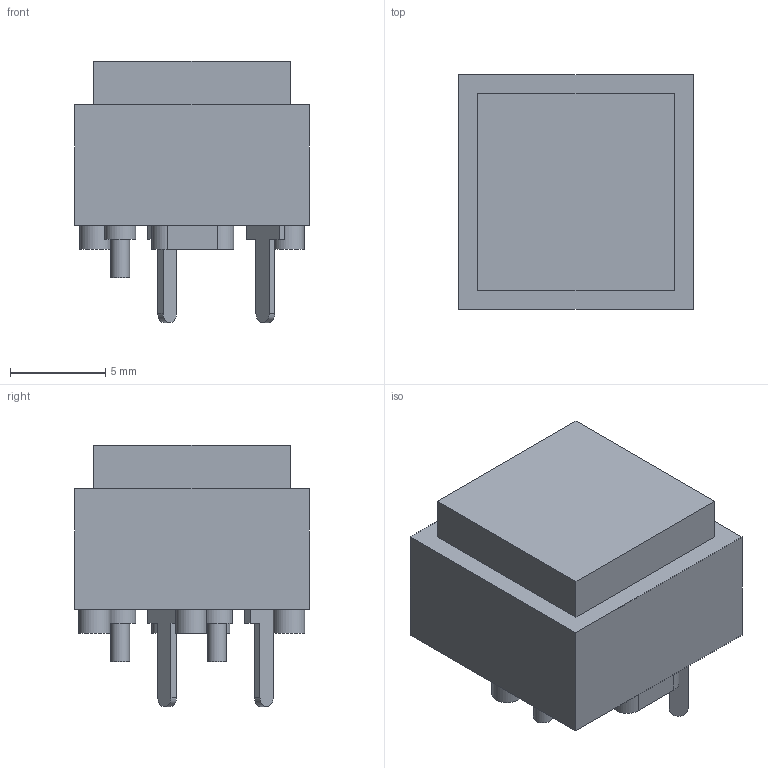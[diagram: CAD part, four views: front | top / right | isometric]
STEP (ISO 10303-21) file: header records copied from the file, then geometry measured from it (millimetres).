
FILE_DESCRIPTION(/* description */ (''),/* implementation_level */ '2;1');
FILE_NAME(/* name */ 'KS11R22CQD.step',/* time_stamp */ '2019-04-05T11:08:17+02:00',/* author */ ('davidebo'),/* organization */ (''),/* preprocessor_version */ 'ST-DEVELOPER v17.2',/* originating_system */ 'Autodesk Translation Framework v7.6.0.251',/* authorisation */ '');
FILE_SCHEMA (('AUTOMOTIVE_DESIGN { 1 0 10303 214 3 1 1 }'));
Length unit declared in the file: millimetre
Products named in the file (1): KS11R22CQD
Bounding box: 12.32 x 12.32 x 13.72 mm (x, y, z)
Volume: 1238.5 mm3; surface area: 810.4 mm2
Topology: 3 solids, 3 shells, 56 faces, 123 edges, 82 vertices
Faces by surface type: plane 43, cylinder 13
Full cylindrical faces by diameter (mm): 0.99 x2, 1.61 x1, 1.63 x2
Entity records: 1578 total; most frequent: DIRECTION 263, CARTESIAN_POINT 262, ORIENTED_EDGE 246, EDGE_CURVE 123, LINE 97, VECTOR 97, AXIS2_PLACEMENT_3D 83, VERTEX_POINT 82
